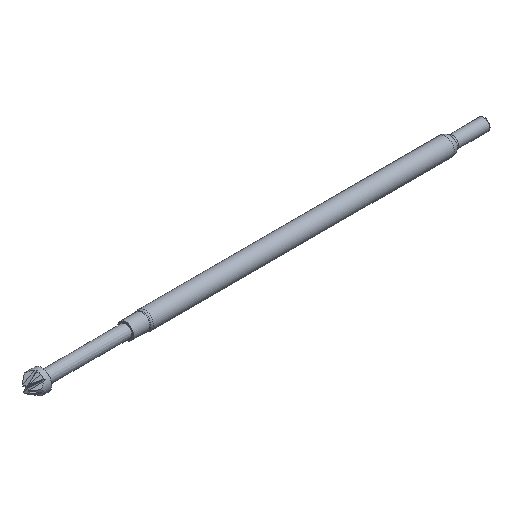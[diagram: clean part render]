
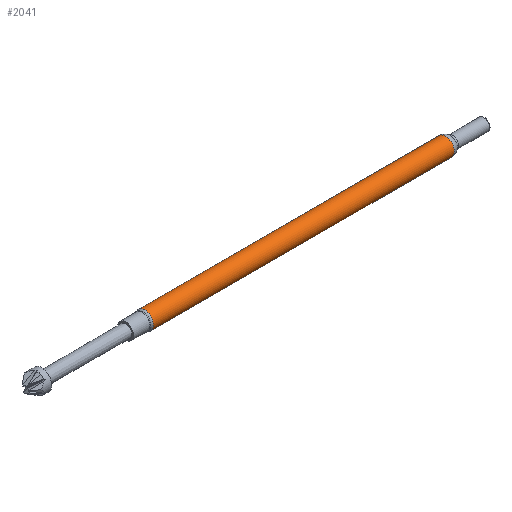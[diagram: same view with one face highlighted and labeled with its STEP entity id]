
A CAD part, isometric view. The second image highlights one B-rep face of the part: STEP entity #2041.
In plain terms, the highlighted cylindrical face has radius 0.683 mm (diameter 1.367 mm), a full revolution.
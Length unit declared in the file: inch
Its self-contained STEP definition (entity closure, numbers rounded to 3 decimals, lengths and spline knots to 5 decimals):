
#388 = DIRECTION ( 'NONE',  ( 1., 0., 0. ) ) ;
#415 = AXIS2_PLACEMENT_3D ( 'NONE', #6256, #1920, #5219 ) ;
#572 = EDGE_CURVE ( 'NONE', #1235, #1235, #6753, .T. ) ;
#707 = VERTEX_POINT ( 'NONE', #6508 ) ;
#1171 = DIRECTION ( 'NONE',  ( -1., 0., 0. ) ) ;
#1235 = VERTEX_POINT ( 'NONE', #3265 ) ;
#1499 = EDGE_LOOP ( 'NONE', ( #2445 ) ) ;
#1914 = EDGE_CURVE ( 'NONE', #707, #707, #2682, .T. ) ;
#1920 = DIRECTION ( 'NONE',  ( -1., 0., 0. ) ) ;
#2041 = ADVANCED_FACE ( 'NONE', ( #3703, #4823 ), #2761, .T. ) ;
#2119 = ORIENTED_EDGE ( 'NONE', *, *, #572, .T. ) ;
#2445 = ORIENTED_EDGE ( 'NONE', *, *, #1914, .T. ) ;
#2627 = DIRECTION ( 'NONE',  ( 0., 0., -1. ) ) ;
#2649 = CARTESIAN_POINT ( 'NONE',  ( 0., 0., 0. ) ) ;
#2682 = CIRCLE ( 'NONE', #415, 0.0269 ) ;
#2761 = CYLINDRICAL_SURFACE ( 'NONE', #6509, 0.0269 ) ;
#3265 = CARTESIAN_POINT ( 'NONE',  ( 0.05807, 0., -0.0269 ) ) ;
#3468 = EDGE_LOOP ( 'NONE', ( #2119 ) ) ;
#3703 = FACE_OUTER_BOUND ( 'NONE', #1499, .T. ) ;
#4823 = FACE_OUTER_BOUND ( 'NONE', #3468, .T. ) ;
#5049 = DIRECTION ( 'NONE',  ( 0., 0., 1. ) ) ;
#5188 = AXIS2_PLACEMENT_3D ( 'NONE', #5939, #388, #2627 ) ;
#5219 = DIRECTION ( 'NONE',  ( 0., 0., 1. ) ) ;
#5939 = CARTESIAN_POINT ( 'NONE',  ( 0.05807, 0., 0. ) ) ;
#6256 = CARTESIAN_POINT ( 'NONE',  ( 0.98, 0., 0. ) ) ;
#6508 = CARTESIAN_POINT ( 'NONE',  ( 0.98, 0., 0.0269 ) ) ;
#6509 = AXIS2_PLACEMENT_3D ( 'NONE', #2649, #1171, #5049 ) ;
#6753 = CIRCLE ( 'NONE', #5188, 0.0269 ) ;
